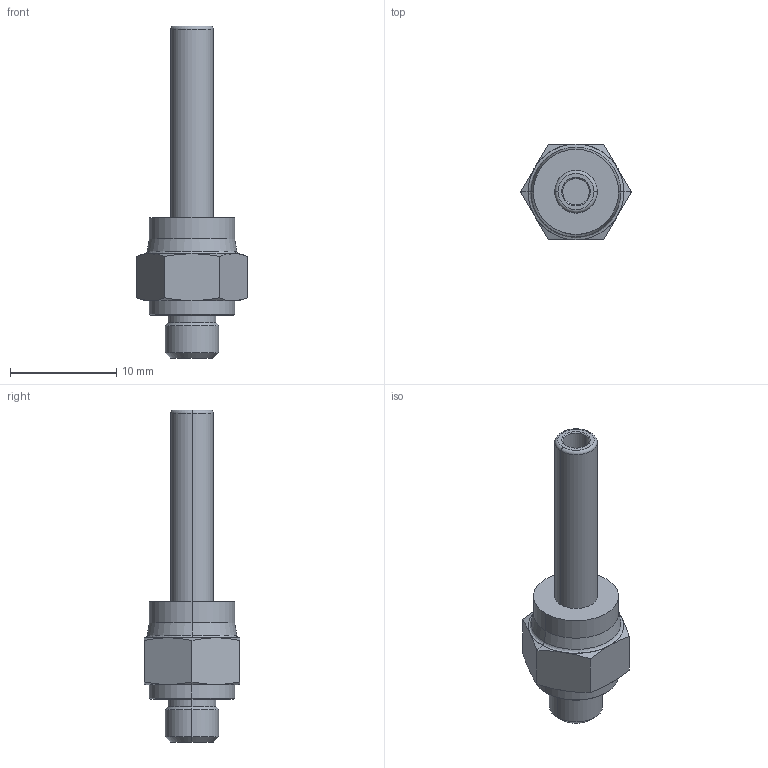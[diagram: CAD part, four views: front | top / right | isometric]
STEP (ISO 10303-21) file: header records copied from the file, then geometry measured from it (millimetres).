
FILE_DESCRIPTION((''),'2;1');
FILE_NAME('GPCJ_04M5(3D).stp','2012-12-20T14:28:11',(''),(''),'Mechanical Desktop.R8.0.24.0','Mechanical Desktop.R8.0.24.0',', , ');
FILE_SCHEMA(('CONFIG_CONTROL_DESIGN'));
Length unit declared in the file: millimetre
Products named in the file (2): GPCJ_04M5(3D); 睡ヶ1
Assembly tree (1 placements, depth 2):
  GPCJ_04M5(3D)
    睡ヶ1
Bounding box: 10.39 x 9 x 31.2 mm (x, y, z)
Volume: 726.1 mm3; surface area: 879.5 mm2
Topology: 1 solids, 1 shells, 76 faces, 156 edges, 88 vertices
Faces by surface type: cone 28, plane 26, cylinder 16, bspline 4, torus 2
Entity records: 2315 total; most frequent: CARTESIAN_POINT 656, DIRECTION 350, ORIENTED_EDGE 312, EDGE_CURVE 156, AXIS2_PLACEMENT_3D 150, VERTEX_POINT 88, EDGE_LOOP 82, CIRCLE 76
